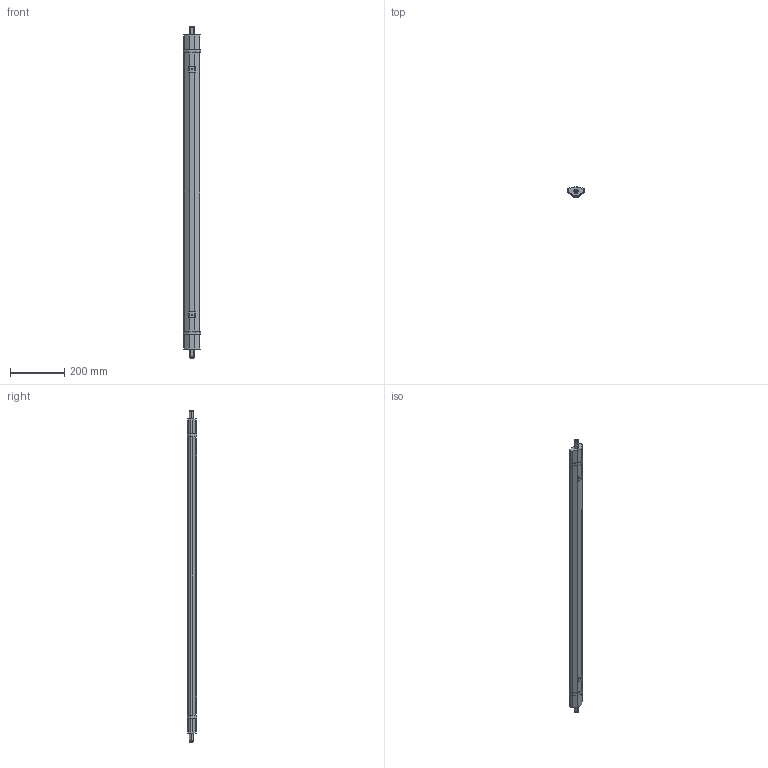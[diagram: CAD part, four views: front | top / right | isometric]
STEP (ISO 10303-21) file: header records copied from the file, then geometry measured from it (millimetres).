
FILE_DESCRIPTION (( 'STEP AP203' ), '1' );
FILE_NAME ('ÄÑÏ-1005-L 36Âò 4000Ê IP65 1200ìì EKF PROxima (TPL-1005-36-4000-L).STEP', '2021-12-27T11:35:08', ( '' ), ( '' ), 'SwSTEP 2.0', 'SolidWorks 2021', '' );
FILE_SCHEMA (( 'CONFIG_CONTROL_DESIGN' ));
Length unit declared in the file: millimetre
Products named in the file (1): ÄÑÏ-1005-L 36Âò 4000Ê IP65 1200ìì EKF PROxima (TPL-1005-36-4000-L)
Bounding box: 63 x 36 x 1219 mm (x, y, z)
Volume: 319757.4 mm3; surface area: 331657.9 mm2
Topology: 1 solids, 2 shells, 146 faces, 402 edges, 260 vertices
Faces by surface type: plane 86, cylinder 56, torus 4
Entity records: 4753 total; most frequent: DIRECTION 828, CARTESIAN_POINT 809, ORIENTED_EDGE 804, EDGE_CURVE 402, AXIS2_PLACEMENT_3D 279, VECTOR 270, LINE 270, VERTEX_POINT 260
